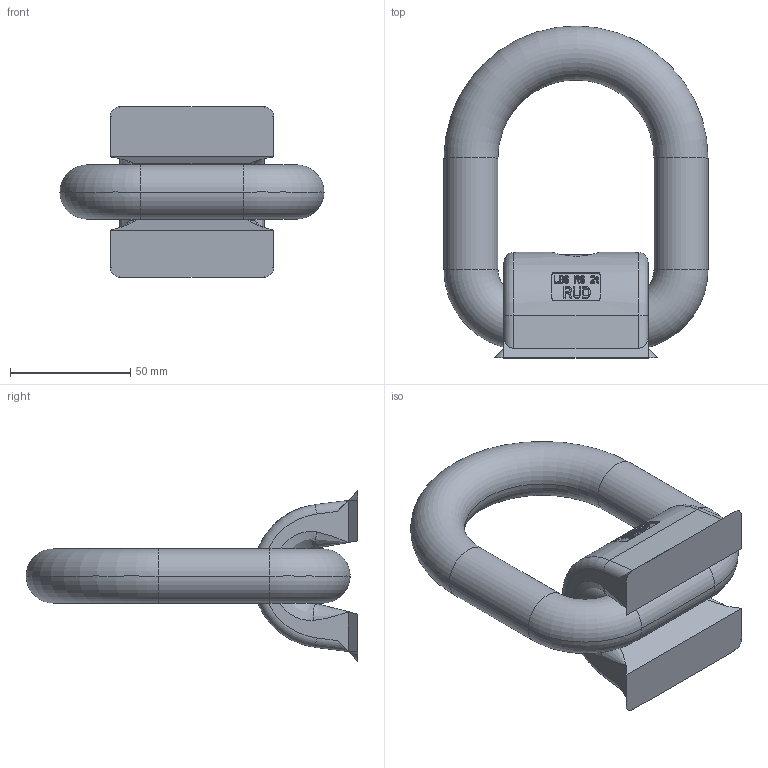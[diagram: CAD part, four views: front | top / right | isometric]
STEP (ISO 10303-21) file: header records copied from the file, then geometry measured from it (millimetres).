
FILE_DESCRIPTION((''),'2;1');
FILE_NAME('3LBS-RS-2','2005-01-19T',('jakubetz'),(''),'PRO/ENGINEER BY PARAMETRIC TECHNOLOGY CORPORATION, 2001400','PRO/ENGINEER BY PARAMETRIC TECHNOLOGY CORPORATION, 2001400','');
FILE_SCHEMA(('CONFIG_CONTROL_DESIGN'));
Length unit declared in the file: millimetre
Products named in the file (1): 3LBS-RS-2
Bounding box: 110 x 138.25 x 71 mm (x, y, z)
Volume: 235306.8 mm3; surface area: 46080.7 mm2
Topology: 2 solids, 3 shells, 376 faces, 1052 edges, 688 vertices
Faces by surface type: plane 322, cylinder 36, torus 8, bspline 6, cone 4
Entity records: 13151 total; most frequent: CARTESIAN_POINT 4264, ORIENTED_EDGE 2084, DIRECTION 1468, EDGE_CURVE 1044, VERTEX_POINT 688, AXIS2_PLACEMENT_3D 495, VECTOR 478, LINE 478
